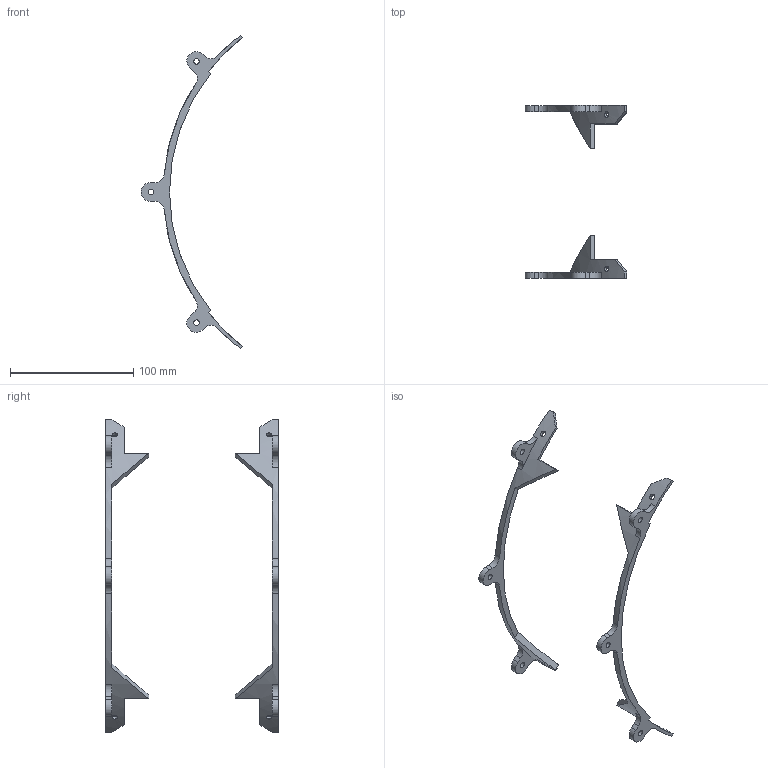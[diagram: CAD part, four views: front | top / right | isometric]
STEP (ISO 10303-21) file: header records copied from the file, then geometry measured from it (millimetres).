
FILE_DESCRIPTION(/* description */ (''),/* implementation_level */ '2;1');
FILE_NAME(/* name */ '',/* time_stamp */ '2026-01-06T14:48:18+03:00',/* author */ ('Phantom'),/* organization */ (''),/* preprocessor_version */ 'ST-DEVELOPER v20.1',/* originating_system */ 'Autodesk Inventor 2026',/* authorisation */ '');
FILE_SCHEMA (('AUTOMOTIVE_DESIGN { 1 0 10303 214 3 1 1 }'));
Length unit declared in the file: millimetre
Products named in the file (1): барабан для 
портфолио
Bounding box: 82.46 x 140 x 253.71 mm (x, y, z)
Volume: 32345.6 mm3; surface area: 22223.3 mm2
Topology: 2 solids, 2 shells, 78 faces, 230 edges, 160 vertices
Faces by surface type: plane 40, cylinder 38
Full cylindrical faces by diameter (mm): 4.5 x10
Entity records: 2993 total; most frequent: CARTESIAN_POINT 741, DIRECTION 468, ORIENTED_EDGE 460, EDGE_CURVE 230, AXIS2_PLACEMENT_3D 175, VERTEX_POINT 156, LINE 118, VECTOR 118
